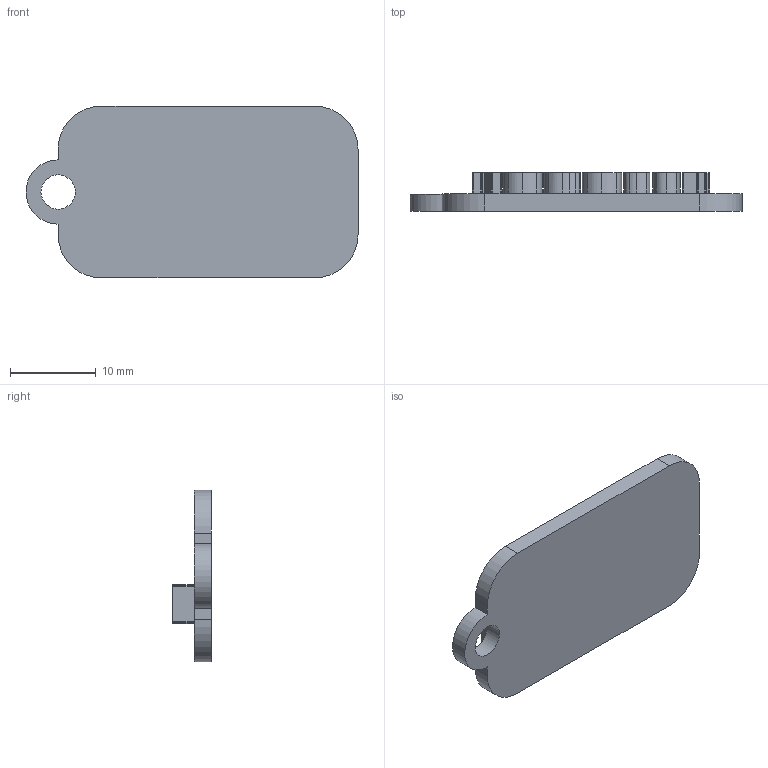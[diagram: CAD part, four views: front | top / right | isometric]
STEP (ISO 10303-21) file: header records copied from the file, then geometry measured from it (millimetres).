
FILE_DESCRIPTION(/* description */ (''),/* implementation_level */ '2;1');
FILE_NAME(/* name */ 'Certification_Keychain.step',/* time_stamp */ '2016-10-18T11:35:49+01:00',/* author */ (''),/* organization */ (''),/* preprocessor_version */ 'ST-DEVELOPER v16.5',/* originating_system */ 'Autodesk Translation Framework v5.2.0.2031',/* authorisation */ '');
FILE_SCHEMA (('AUTOMOTIVE_DESIGN { 1 0 10303 214 3 1 1 }'));
Length unit declared in the file: centimetre
Products named in the file (1): KeyChain_ v3
Bounding box: 38.75 x 4.5 x 20 mm (x, y, z)
Volume: 1568 mm3; surface area: 1968.5 mm2
Topology: 1 solids, 1 shells, 202 faces, 565 edges, 377 vertices
Faces by surface type: bspline 141, plane 55, cylinder 6
Full cylindrical faces by diameter (mm): 4 x1
Entity records: 7793 total; most frequent: CARTESIAN_POINT 3539, ORIENTED_EDGE 1126, EDGE_CURVE 563, DIRECTION 417, VERTEX_POINT 376, B_SPLINE_CURVE_WITH_KNOTS 282, LINE 269, VECTOR 269
